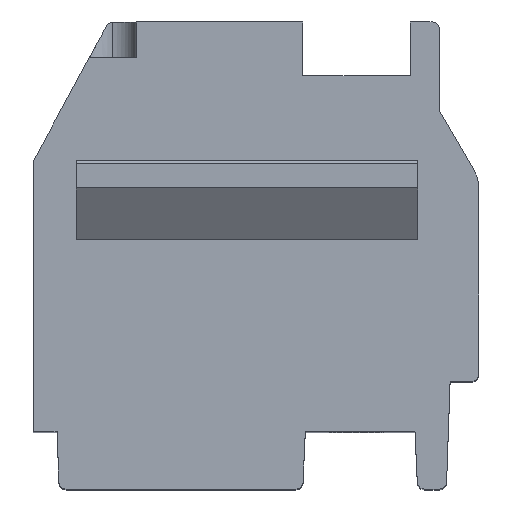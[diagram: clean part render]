
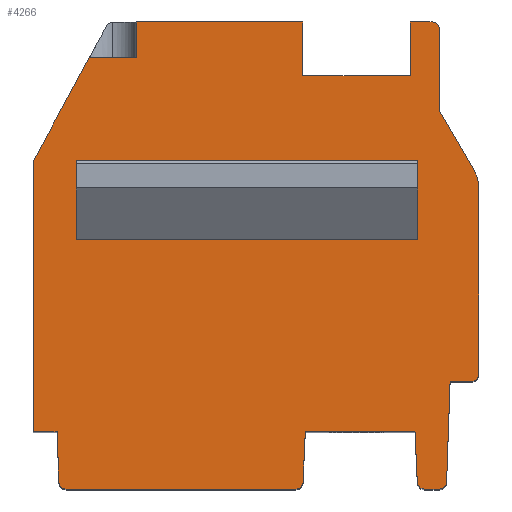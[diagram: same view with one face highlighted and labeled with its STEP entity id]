
A CAD part, top view. The second image highlights one B-rep face of the part: STEP entity #4266.
In plain terms, the highlighted planar face has unit normal (0, 0, 1).
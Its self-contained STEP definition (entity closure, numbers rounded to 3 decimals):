
#13=DIRECTION('',(0.,1.,0.));
#14=VECTOR('',#13,1.55);
#15=CARTESIAN_POINT('',(-5.188,0.15,12.5));
#16=LINE('',#15,#14);
#17=DIRECTION('',(-1.,0.,0.));
#18=VECTOR('',#17,9.5);
#19=CARTESIAN_POINT('',(4.312,0.15,12.5));
#20=LINE('',#19,#18);
#21=DIRECTION('',(0.,1.,0.));
#22=VECTOR('',#21,1.55);
#23=CARTESIAN_POINT('',(4.312,0.15,12.5));
#24=LINE('',#23,#22);
#25=DIRECTION('',(-1.,0.,0.));
#26=VECTOR('',#25,9.5);
#27=CARTESIAN_POINT('',(4.312,1.7,12.5));
#28=LINE('',#27,#26);
#29=DIRECTION('',(-1.,0.,0.));
#30=VECTOR('',#29,3.052);
#31=CARTESIAN_POINT('',(4.237,-5.2,12.5));
#32=LINE('',#31,#30);
#33=DIRECTION('',(0.045,0.999,0.));
#34=VECTOR('',#33,1.411);
#35=CARTESIAN_POINT('',(1.12,-6.609,12.5));
#36=LINE('',#35,#34);
#37=CARTESIAN_POINT('',(0.92,-6.6,12.5));
#38=DIRECTION('',(0.,0.,1.));
#39=DIRECTION('',(0.,-1.,0.));
#40=AXIS2_PLACEMENT_3D('',#37,#38,#39);
#42=DIRECTION('',(1.,0.,0.));
#43=VECTOR('',#42,6.396);
#44=CARTESIAN_POINT('',(-5.475,-6.8,12.5));
#45=LINE('',#44,#43);
#46=CARTESIAN_POINT('',(-5.475,-6.6,12.5));
#47=DIRECTION('',(0.,0.,1.));
#48=DIRECTION('',(-0.999,-0.035,0.));
#49=AXIS2_PLACEMENT_3D('',#46,#47,#48);
#51=DIRECTION('',(0.035,-0.999,0.));
#52=VECTOR('',#51,1.408);
#53=CARTESIAN_POINT('',(-5.724,-5.2,12.5));
#54=LINE('',#53,#52);
#55=DIRECTION('',(0.,1.,0.));
#56=VECTOR('',#55,7.53);
#57=CARTESIAN_POINT('',(-6.388,-5.2,12.5));
#58=LINE('',#57,#56);
#59=DIRECTION('',(-0.477,-0.879,0.));
#60=VECTOR('',#59,3.266);
#61=CARTESIAN_POINT('',(-4.83,5.2,12.5));
#62=LINE('',#61,#60);
#63=DIRECTION('',(1.,0.,0.));
#64=VECTOR('',#63,1.316);
#65=CARTESIAN_POINT('',(-4.83,5.2,12.5));
#66=LINE('',#65,#64);
#67=DIRECTION('',(0.,1.,0.));
#68=VECTOR('',#67,1.);
#69=CARTESIAN_POINT('',(-3.514,5.2,12.5));
#70=LINE('',#69,#68);
#71=DIRECTION('',(-1.,0.,0.));
#72=VECTOR('',#71,4.626);
#73=CARTESIAN_POINT('',(1.112,6.2,12.5));
#74=LINE('',#73,#72);
#75=DIRECTION('',(0.,-1.,0.));
#76=VECTOR('',#75,1.5);
#77=CARTESIAN_POINT('',(1.112,6.2,12.5));
#78=LINE('',#77,#76);
#79=DIRECTION('',(1.,0.,0.));
#80=VECTOR('',#79,3.);
#81=CARTESIAN_POINT('',(1.112,4.7,12.5));
#82=LINE('',#81,#80);
#83=DIRECTION('',(0.,-1.,0.));
#84=VECTOR('',#83,1.5);
#85=CARTESIAN_POINT('',(4.112,6.2,12.5));
#86=LINE('',#85,#84);
#87=DIRECTION('',(-1.,0.,0.));
#88=VECTOR('',#87,0.6);
#89=CARTESIAN_POINT('',(4.712,6.2,12.5));
#90=LINE('',#89,#88);
#91=CARTESIAN_POINT('',(4.712,6.,12.5));
#92=DIRECTION('',(0.,0.,1.));
#93=DIRECTION('',(1.,0.,0.));
#94=AXIS2_PLACEMENT_3D('',#91,#92,#93);
#96=DIRECTION('',(0.,1.,0.));
#97=VECTOR('',#96,2.259);
#98=CARTESIAN_POINT('',(4.912,3.741,12.5));
#99=LINE('',#98,#97);
#100=DIRECTION('',(-0.504,0.864,0.));
#101=VECTOR('',#100,1.913);
#102=CARTESIAN_POINT('',(5.876,2.089,12.5));
#103=LINE('',#102,#101);
#104=CARTESIAN_POINT('',(5.012,1.585,12.5));
#105=DIRECTION('',(0.,0.,1.));
#106=DIRECTION('',(1.,0.,0.));
#107=AXIS2_PLACEMENT_3D('',#104,#105,#106);
#109=DIRECTION('',(0.,1.,0.));
#110=VECTOR('',#109,5.187);
#111=CARTESIAN_POINT('',(6.012,-3.602,12.5));
#112=LINE('',#111,#110);
#113=CARTESIAN_POINT('',(5.812,-3.602,12.5));
#114=DIRECTION('',(0.,0.,1.));
#115=DIRECTION('',(0.,-1.,0.));
#116=AXIS2_PLACEMENT_3D('',#113,#114,#115);
#118=DIRECTION('',(1.,0.,0.));
#119=VECTOR('',#118,0.598);
#120=CARTESIAN_POINT('',(5.214,-3.802,12.5));
#121=LINE('',#120,#119);
#122=DIRECTION('',(0.035,0.999,0.));
#123=VECTOR('',#122,2.807);
#124=CARTESIAN_POINT('',(5.116,-6.607,12.5));
#125=LINE('',#124,#123);
#126=CARTESIAN_POINT('',(4.916,-6.6,12.5));
#127=DIRECTION('',(0.,0.,-1.));
#128=DIRECTION('',(0.999,-0.035,0.));
#129=AXIS2_PLACEMENT_3D('',#126,#127,#128);
#131=DIRECTION('',(-1.,0.,0.));
#132=VECTOR('',#131,0.416);
#133=CARTESIAN_POINT('',(4.916,-6.8,12.5));
#134=LINE('',#133,#132);
#135=CARTESIAN_POINT('',(4.501,-6.6,12.5));
#136=DIRECTION('',(0.,0.,-1.));
#137=DIRECTION('',(0.,-1.,0.));
#138=AXIS2_PLACEMENT_3D('',#135,#136,#137);
#140=DIRECTION('',(-0.045,0.999,0.));
#141=VECTOR('',#140,1.411);
#142=CARTESIAN_POINT('',(4.301,-6.609,12.5));
#143=LINE('',#142,#141);
#218=DIRECTION('',(1.,0.,0.));
#219=VECTOR('',#218,0.664);
#220=CARTESIAN_POINT('',(-6.388,-5.2,12.5));
#221=LINE('',#220,#219);
#3273=CARTESIAN_POINT('',(4.916,-6.8,12.5));
#3274=CARTESIAN_POINT('',(4.501,-6.8,12.5));
#3275=VERTEX_POINT('',#3273);
#3276=VERTEX_POINT('',#3274);
#3277=CARTESIAN_POINT('',(5.116,-6.607,12.5));
#3278=VERTEX_POINT('',#3277);
#3279=CARTESIAN_POINT('',(-6.388,-5.2,12.5));
#3280=CARTESIAN_POINT('',(-6.388,2.33,12.5));
#3281=VERTEX_POINT('',#3279);
#3282=VERTEX_POINT('',#3280);
#3283=CARTESIAN_POINT('',(4.301,-6.609,12.5));
#3284=CARTESIAN_POINT('',(4.237,-5.2,12.5));
#3285=VERTEX_POINT('',#3283);
#3286=VERTEX_POINT('',#3284);
#3320=CARTESIAN_POINT('',(-4.83,5.2,12.5));
#3321=CARTESIAN_POINT('',(-3.514,5.2,12.5));
#3322=VERTEX_POINT('',#3320);
#3323=VERTEX_POINT('',#3321);
#3324=CARTESIAN_POINT('',(-3.514,6.2,12.5));
#3325=VERTEX_POINT('',#3324);
#3371=CARTESIAN_POINT('',(-5.188,0.15,12.5));
#3372=CARTESIAN_POINT('',(-5.188,1.7,12.5));
#3373=VERTEX_POINT('',#3371);
#3374=VERTEX_POINT('',#3372);
#3375=CARTESIAN_POINT('',(4.312,0.15,12.5));
#3376=CARTESIAN_POINT('',(4.312,1.7,12.5));
#3377=VERTEX_POINT('',#3375);
#3378=VERTEX_POINT('',#3376);
#3385=CARTESIAN_POINT('',(5.812,-3.802,12.5));
#3386=CARTESIAN_POINT('',(6.012,-3.602,12.5));
#3387=VERTEX_POINT('',#3385);
#3388=VERTEX_POINT('',#3386);
#3389=CARTESIAN_POINT('',(6.012,1.585,12.5));
#3390=VERTEX_POINT('',#3389);
#3391=CARTESIAN_POINT('',(5.876,2.089,12.5));
#3392=VERTEX_POINT('',#3391);
#3405=CARTESIAN_POINT('',(5.214,-3.802,12.5));
#3406=VERTEX_POINT('',#3405);
#3411=CARTESIAN_POINT('',(4.912,3.741,12.5));
#3412=VERTEX_POINT('',#3411);
#3413=CARTESIAN_POINT('',(4.912,6.,12.5));
#3414=VERTEX_POINT('',#3413);
#3445=CARTESIAN_POINT('',(4.712,6.2,12.5));
#3446=VERTEX_POINT('',#3445);
#3594=CARTESIAN_POINT('',(4.112,6.2,12.5));
#3595=CARTESIAN_POINT('',(4.112,4.7,12.5));
#3596=VERTEX_POINT('',#3594);
#3597=VERTEX_POINT('',#3595);
#3598=CARTESIAN_POINT('',(1.112,6.2,12.5));
#3599=CARTESIAN_POINT('',(1.112,4.7,12.5));
#3600=VERTEX_POINT('',#3598);
#3601=VERTEX_POINT('',#3599);
#3672=CARTESIAN_POINT('',(-5.675,-6.607,12.5));
#3673=CARTESIAN_POINT('',(-5.475,-6.8,12.5));
#3674=VERTEX_POINT('',#3672);
#3675=VERTEX_POINT('',#3673);
#3676=CARTESIAN_POINT('',(0.92,-6.8,12.5));
#3677=VERTEX_POINT('',#3676);
#3678=CARTESIAN_POINT('',(1.12,-6.609,12.5));
#3679=VERTEX_POINT('',#3678);
#3688=CARTESIAN_POINT('',(1.184,-5.2,12.5));
#3690=VERTEX_POINT('',#3688);
#3694=CARTESIAN_POINT('',(-5.724,-5.2,12.5));
#3695=VERTEX_POINT('',#3694);
#4193=CARTESIAN_POINT('',(0.,0.,12.5));
#4194=DIRECTION('',(0.,0.,1.));
#4195=DIRECTION('',(1.,0.,0.));
#4196=AXIS2_PLACEMENT_3D('',#4193,#4194,#4195);
#4197=PLANE('',#4196);
#4199=ORIENTED_EDGE('',*,*,#4198,.T.);
#4201=ORIENTED_EDGE('',*,*,#4200,.F.);
#4203=ORIENTED_EDGE('',*,*,#4202,.F.);
#4205=ORIENTED_EDGE('',*,*,#4204,.F.);
#4207=ORIENTED_EDGE('',*,*,#4206,.F.);
#4209=ORIENTED_EDGE('',*,*,#4208,.F.);
#4211=ORIENTED_EDGE('',*,*,#4210,.F.);
#4213=ORIENTED_EDGE('',*,*,#4212,.T.);
#4215=ORIENTED_EDGE('',*,*,#4214,.F.);
#4217=ORIENTED_EDGE('',*,*,#4216,.T.);
#4219=ORIENTED_EDGE('',*,*,#4218,.T.);
#4221=ORIENTED_EDGE('',*,*,#4220,.F.);
#4223=ORIENTED_EDGE('',*,*,#4222,.T.);
#4225=ORIENTED_EDGE('',*,*,#4224,.T.);
#4227=ORIENTED_EDGE('',*,*,#4226,.F.);
#4229=ORIENTED_EDGE('',*,*,#4228,.F.);
#4231=ORIENTED_EDGE('',*,*,#4230,.F.);
#4233=ORIENTED_EDGE('',*,*,#4232,.F.);
#4235=ORIENTED_EDGE('',*,*,#4234,.F.);
#4237=ORIENTED_EDGE('',*,*,#4236,.F.);
#4239=ORIENTED_EDGE('',*,*,#4238,.F.);
#4241=ORIENTED_EDGE('',*,*,#4240,.F.);
#4243=ORIENTED_EDGE('',*,*,#4242,.F.);
#4245=ORIENTED_EDGE('',*,*,#4244,.F.);
#4247=ORIENTED_EDGE('',*,*,#4246,.T.);
#4249=ORIENTED_EDGE('',*,*,#4248,.T.);
#4251=ORIENTED_EDGE('',*,*,#4250,.T.);
#4253=ORIENTED_EDGE('',*,*,#4252,.T.);
#4254=EDGE_LOOP('',(#4199,#4201,#4203,#4205,#4207,#4209,#4211,#4213,#4215,#4217,
#4219,#4221,#4223,#4225,#4227,#4229,#4231,#4233,#4235,#4237,#4239,#4241,#4243,
#4245,#4247,#4249,#4251,#4253));
#4255=FACE_OUTER_BOUND('',#4254,.F.);
#4257=ORIENTED_EDGE('',*,*,#4256,.F.);
#4259=ORIENTED_EDGE('',*,*,#4258,.F.);
#4261=ORIENTED_EDGE('',*,*,#4260,.T.);
#4263=ORIENTED_EDGE('',*,*,#4262,.T.);
#4264=EDGE_LOOP('',(#4257,#4259,#4261,#4263));
#4265=FACE_BOUND('',#4264,.F.);
#41=CIRCLE('',#40,0.2);
#50=CIRCLE('',#49,0.2);
#95=CIRCLE('',#94,0.2);
#108=CIRCLE('',#107,1.);
#117=CIRCLE('',#116,0.2);
#130=CIRCLE('',#129,0.2);
#139=CIRCLE('',#138,0.2);
#4198=EDGE_CURVE('',#3286,#3690,#32,.T.);
#4200=EDGE_CURVE('',#3679,#3690,#36,.T.);
#4202=EDGE_CURVE('',#3677,#3679,#41,.T.);
#4204=EDGE_CURVE('',#3675,#3677,#45,.T.);
#4206=EDGE_CURVE('',#3674,#3675,#50,.T.);
#4208=EDGE_CURVE('',#3695,#3674,#54,.T.);
#4210=EDGE_CURVE('',#3281,#3695,#221,.T.);
#4212=EDGE_CURVE('',#3281,#3282,#58,.T.);
#4214=EDGE_CURVE('',#3322,#3282,#62,.T.);
#4216=EDGE_CURVE('',#3322,#3323,#66,.T.);
#4218=EDGE_CURVE('',#3323,#3325,#70,.T.);
#4220=EDGE_CURVE('',#3600,#3325,#74,.T.);
#4222=EDGE_CURVE('',#3600,#3601,#78,.T.);
#4224=EDGE_CURVE('',#3601,#3597,#82,.T.);
#4226=EDGE_CURVE('',#3596,#3597,#86,.T.);
#4228=EDGE_CURVE('',#3446,#3596,#90,.T.);
#4230=EDGE_CURVE('',#3414,#3446,#95,.T.);
#4232=EDGE_CURVE('',#3412,#3414,#99,.T.);
#4234=EDGE_CURVE('',#3392,#3412,#103,.T.);
#4236=EDGE_CURVE('',#3390,#3392,#108,.T.);
#4238=EDGE_CURVE('',#3388,#3390,#112,.T.);
#4240=EDGE_CURVE('',#3387,#3388,#117,.T.);
#4242=EDGE_CURVE('',#3406,#3387,#121,.T.);
#4244=EDGE_CURVE('',#3278,#3406,#125,.T.);
#4246=EDGE_CURVE('',#3278,#3275,#130,.T.);
#4248=EDGE_CURVE('',#3275,#3276,#134,.T.);
#4250=EDGE_CURVE('',#3276,#3285,#139,.T.);
#4252=EDGE_CURVE('',#3285,#3286,#143,.T.);
#4256=EDGE_CURVE('',#3373,#3374,#16,.T.);
#4258=EDGE_CURVE('',#3377,#3373,#20,.T.);
#4260=EDGE_CURVE('',#3377,#3378,#24,.T.);
#4262=EDGE_CURVE('',#3378,#3374,#28,.T.);
#4266=ADVANCED_FACE('',(#4255,#4265),#4197,.T.);
